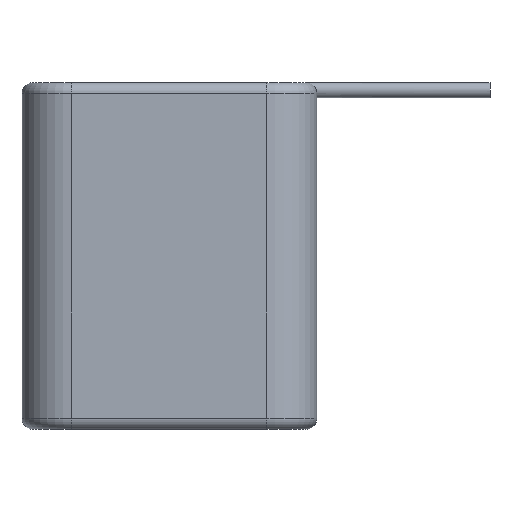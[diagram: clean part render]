
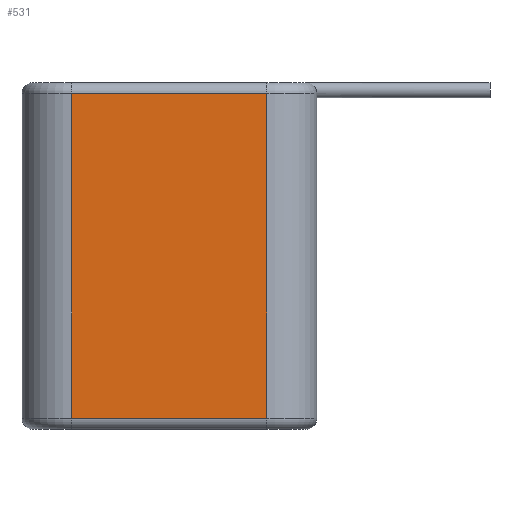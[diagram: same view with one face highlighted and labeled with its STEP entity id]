
A CAD part, top view. The second image highlights one B-rep face of the part: STEP entity #531.
In plain terms, the highlighted planar face has unit normal (0, 0, 1).
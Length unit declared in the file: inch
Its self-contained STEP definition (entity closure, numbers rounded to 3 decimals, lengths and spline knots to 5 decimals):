
#26=PLANE('',#598);
#38=FACE_OUTER_BOUND('',#70,.T.);
#70=EDGE_LOOP('',(#381,#382,#383,#384));
#124=LINE('',#968,#154);
#125=LINE('',#970,#155);
#126=LINE('',#972,#156);
#127=LINE('',#973,#157);
#154=VECTOR('',#717,1.875);
#155=VECTOR('',#718,1.125);
#156=VECTOR('',#719,1.875);
#157=VECTOR('',#720,1.125);
#238=VERTEX_POINT('',#966);
#239=VERTEX_POINT('',#967);
#240=VERTEX_POINT('',#969);
#241=VERTEX_POINT('',#971);
#291=EDGE_CURVE('',#238,#239,#124,.T.);
#292=EDGE_CURVE('',#239,#240,#125,.T.);
#293=EDGE_CURVE('',#240,#241,#126,.T.);
#294=EDGE_CURVE('',#241,#238,#127,.T.);
#381=ORIENTED_EDGE('',*,*,#291,.T.);
#382=ORIENTED_EDGE('',*,*,#292,.T.);
#383=ORIENTED_EDGE('',*,*,#293,.T.);
#384=ORIENTED_EDGE('',*,*,#294,.T.);
#531=ADVANCED_FACE('',(#38),#26,.F.);
#598=AXIS2_PLACEMENT_3D('',#965,#715,#716);
#715=DIRECTION('center_axis',(0.,0.,-1.));
#716=DIRECTION('ref_axis',(-1.,0.,0.));
#717=DIRECTION('',(0.,1.,0.));
#718=DIRECTION('',(-1.,0.,0.));
#719=DIRECTION('',(0.,-1.,0.));
#720=DIRECTION('',(1.,0.,0.));
#965=CARTESIAN_POINT('Origin',(0.85,1.,0.575));
#966=CARTESIAN_POINT('',(0.5625,-0.9375,0.575));
#967=CARTESIAN_POINT('',(0.5625,0.9375,0.575));
#968=CARTESIAN_POINT('',(0.5625,-0.9375,0.575));
#969=CARTESIAN_POINT('',(-0.5625,0.9375,0.575));
#970=CARTESIAN_POINT('',(0.5625,0.9375,0.575));
#971=CARTESIAN_POINT('',(-0.5625,-0.9375,0.575));
#972=CARTESIAN_POINT('',(-0.5625,0.9375,0.575));
#973=CARTESIAN_POINT('',(-0.5625,-0.9375,0.575));
